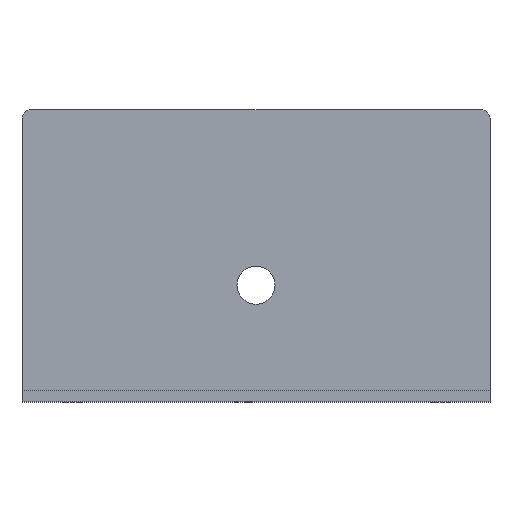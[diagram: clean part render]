
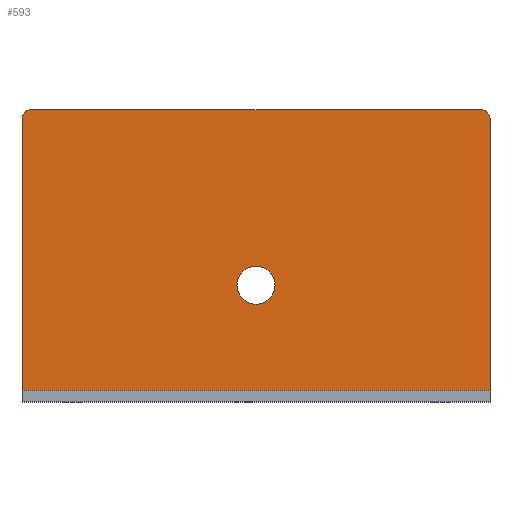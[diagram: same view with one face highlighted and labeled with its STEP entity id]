
A CAD part, top view. The second image highlights one B-rep face of the part: STEP entity #593.
In plain terms, the highlighted planar face has unit normal (0, 0, 1).
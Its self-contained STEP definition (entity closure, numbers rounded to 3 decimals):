
#32 = PLANE('',#33);
#33 = AXIS2_PLACEMENT_3D('',#34,#35,#36);
#34 = CARTESIAN_POINT('',(-40.,-25.,0.));
#35 = DIRECTION('',(1.,0.,0.));
#36 = DIRECTION('',(0.,0.,1.));
#57 = VERTEX_POINT('',#58);
#58 = CARTESIAN_POINT('',(-40.,23.5,2.));
#72 = CYLINDRICAL_SURFACE('',#73,1.5);
#73 = AXIS2_PLACEMENT_3D('',#74,#75,#76);
#74 = CARTESIAN_POINT('',(-38.5,23.5,0.));
#75 = DIRECTION('',(0.,0.,1.));
#76 = DIRECTION('',(-1.,-0.,0.));
#84 = EDGE_CURVE('',#85,#57,#87,.T.);
#85 = VERTEX_POINT('',#86);
#86 = CARTESIAN_POINT('',(-40.,-23.,2.));
#87 = SURFACE_CURVE('',#88,(#92,#99),.PCURVE_S1.);
#88 = LINE('',#89,#90);
#89 = CARTESIAN_POINT('',(-40.,-25.,2.));
#90 = VECTOR('',#91,1.);
#91 = DIRECTION('',(0.,1.,0.));
#92 = PCURVE('',#32,#93);
#93 = DEFINITIONAL_REPRESENTATION('',(#94),#98);
#94 = LINE('',#95,#96);
#95 = CARTESIAN_POINT('',(2.,0.));
#96 = VECTOR('',#97,1.);
#97 = DIRECTION('',(0.,-1.));
#98 = ( GEOMETRIC_REPRESENTATION_CONTEXT(2) 
PARAMETRIC_REPRESENTATION_CONTEXT() REPRESENTATION_CONTEXT('2D SPACE',''
  ) );
#99 = PCURVE('',#100,#105);
#100 = PLANE('',#101);
#101 = AXIS2_PLACEMENT_3D('',#102,#103,#104);
#102 = CARTESIAN_POINT('',(-40.,-25.,2.));
#103 = DIRECTION('',(0.,0.,1.));
#104 = DIRECTION('',(1.,0.,0.));
#105 = DEFINITIONAL_REPRESENTATION('',(#106),#110);
#106 = LINE('',#107,#108);
#107 = CARTESIAN_POINT('',(0.,0.));
#108 = VECTOR('',#109,1.);
#109 = DIRECTION('',(0.,1.));
#110 = ( GEOMETRIC_REPRESENTATION_CONTEXT(2) 
PARAMETRIC_REPRESENTATION_CONTEXT() REPRESENTATION_CONTEXT('2D SPACE',''
  ) );
#128 = PLANE('',#129);
#129 = AXIS2_PLACEMENT_3D('',#130,#131,#132);
#130 = CARTESIAN_POINT('',(-40.,-23.,42.));
#131 = DIRECTION('',(0.,1.,0.));
#132 = DIRECTION('',(1.,0.,0.));
#237 = PLANE('',#238);
#238 = AXIS2_PLACEMENT_3D('',#239,#240,#241);
#239 = CARTESIAN_POINT('',(40.,-25.,0.));
#240 = DIRECTION('',(1.,0.,0.));
#241 = DIRECTION('',(0.,0.,1.));
#270 = CYLINDRICAL_SURFACE('',#271,1.5);
#271 = AXIS2_PLACEMENT_3D('',#272,#273,#274);
#272 = CARTESIAN_POINT('',(38.5,23.5,0.));
#273 = DIRECTION('',(0.,0.,1.));
#274 = DIRECTION('',(0.,1.,0.));
#298 = PLANE('',#299);
#299 = AXIS2_PLACEMENT_3D('',#300,#301,#302);
#300 = CARTESIAN_POINT('',(-40.,25.,0.));
#301 = DIRECTION('',(0.,1.,0.));
#302 = DIRECTION('',(0.,0.,1.));
#355 = CYLINDRICAL_SURFACE('',#356,3.25);
#356 = AXIS2_PLACEMENT_3D('',#357,#358,#359);
#357 = CARTESIAN_POINT('',(0.,-5.,-38.));
#358 = DIRECTION('',(0.,0.,-1.));
#359 = DIRECTION('',(1.,0.,0.));
#372 = VERTEX_POINT('',#373);
#373 = CARTESIAN_POINT('',(-38.5,25.,2.));
#394 = EDGE_CURVE('',#57,#372,#395,.T.);
#395 = SURFACE_CURVE('',#396,(#401,#408),.PCURVE_S1.);
#396 = CIRCLE('',#397,1.5);
#397 = AXIS2_PLACEMENT_3D('',#398,#399,#400);
#398 = CARTESIAN_POINT('',(-38.5,23.5,2.));
#399 = DIRECTION('',(-0.,-0.,-1.));
#400 = DIRECTION('',(0.,-1.,0.));
#401 = PCURVE('',#72,#402);
#402 = DEFINITIONAL_REPRESENTATION('',(#403),#407);
#403 = LINE('',#404,#405);
#404 = CARTESIAN_POINT('',(1.571,2.));
#405 = VECTOR('',#406,1.);
#406 = DIRECTION('',(-1.,0.));
#407 = ( GEOMETRIC_REPRESENTATION_CONTEXT(2) 
PARAMETRIC_REPRESENTATION_CONTEXT() REPRESENTATION_CONTEXT('2D SPACE',''
  ) );
#408 = PCURVE('',#100,#409);
#409 = DEFINITIONAL_REPRESENTATION('',(#410),#418);
#410 = ( BOUNDED_CURVE() B_SPLINE_CURVE(2,(#411,#412,#413,#414,#415,#416
,#417),.UNSPECIFIED.,.T.,.F.) B_SPLINE_CURVE_WITH_KNOTS((1,2,2,2,2,1),(
    -2.094,0.,2.094,4.189,6.283,
8.378),.UNSPECIFIED.) CURVE() GEOMETRIC_REPRESENTATION_ITEM() 
RATIONAL_B_SPLINE_CURVE((1.,0.5,1.,0.5,1.,0.5,1.)) REPRESENTATION_ITEM(
  '') );
#411 = CARTESIAN_POINT('',(1.5,47.));
#412 = CARTESIAN_POINT('',(-1.098,47.));
#413 = CARTESIAN_POINT('',(0.201,49.25));
#414 = CARTESIAN_POINT('',(1.5,51.5));
#415 = CARTESIAN_POINT('',(2.799,49.25));
#416 = CARTESIAN_POINT('',(4.098,47.));
#417 = CARTESIAN_POINT('',(1.5,47.));
#418 = ( GEOMETRIC_REPRESENTATION_CONTEXT(2) 
PARAMETRIC_REPRESENTATION_CONTEXT() REPRESENTATION_CONTEXT('2D SPACE',''
  ) );
#593 = ADVANCED_FACE('',(#594,#693),#100,.T.);
#594 = FACE_BOUND('',#595,.T.);
#595 = EDGE_LOOP('',(#596,#597,#620,#643,#671,#692));
#596 = ORIENTED_EDGE('',*,*,#84,.F.);
#597 = ORIENTED_EDGE('',*,*,#598,.T.);
#598 = EDGE_CURVE('',#85,#599,#601,.T.);
#599 = VERTEX_POINT('',#600);
#600 = CARTESIAN_POINT('',(40.,-23.,2.));
#601 = SURFACE_CURVE('',#602,(#606,#613),.PCURVE_S1.);
#602 = LINE('',#603,#604);
#603 = CARTESIAN_POINT('',(-40.,-23.,2.));
#604 = VECTOR('',#605,1.);
#605 = DIRECTION('',(1.,0.,0.));
#606 = PCURVE('',#100,#607);
#607 = DEFINITIONAL_REPRESENTATION('',(#608),#612);
#608 = LINE('',#609,#610);
#609 = CARTESIAN_POINT('',(0.,2.));
#610 = VECTOR('',#611,1.);
#611 = DIRECTION('',(1.,0.));
#612 = ( GEOMETRIC_REPRESENTATION_CONTEXT(2) 
PARAMETRIC_REPRESENTATION_CONTEXT() REPRESENTATION_CONTEXT('2D SPACE',''
  ) );
#613 = PCURVE('',#128,#614);
#614 = DEFINITIONAL_REPRESENTATION('',(#615),#619);
#615 = LINE('',#616,#617);
#616 = CARTESIAN_POINT('',(0.,40.));
#617 = VECTOR('',#618,1.);
#618 = DIRECTION('',(1.,0.));
#619 = ( GEOMETRIC_REPRESENTATION_CONTEXT(2) 
PARAMETRIC_REPRESENTATION_CONTEXT() REPRESENTATION_CONTEXT('2D SPACE',''
  ) );
#620 = ORIENTED_EDGE('',*,*,#621,.T.);
#621 = EDGE_CURVE('',#599,#622,#624,.T.);
#622 = VERTEX_POINT('',#623);
#623 = CARTESIAN_POINT('',(40.,23.5,2.));
#624 = SURFACE_CURVE('',#625,(#629,#636),.PCURVE_S1.);
#625 = LINE('',#626,#627);
#626 = CARTESIAN_POINT('',(40.,-25.,2.));
#627 = VECTOR('',#628,1.);
#628 = DIRECTION('',(0.,1.,0.));
#629 = PCURVE('',#100,#630);
#630 = DEFINITIONAL_REPRESENTATION('',(#631),#635);
#631 = LINE('',#632,#633);
#632 = CARTESIAN_POINT('',(80.,0.));
#633 = VECTOR('',#634,1.);
#634 = DIRECTION('',(0.,1.));
#635 = ( GEOMETRIC_REPRESENTATION_CONTEXT(2) 
PARAMETRIC_REPRESENTATION_CONTEXT() REPRESENTATION_CONTEXT('2D SPACE',''
  ) );
#636 = PCURVE('',#237,#637);
#637 = DEFINITIONAL_REPRESENTATION('',(#638),#642);
#638 = LINE('',#639,#640);
#639 = CARTESIAN_POINT('',(2.,0.));
#640 = VECTOR('',#641,1.);
#641 = DIRECTION('',(0.,-1.));
#642 = ( GEOMETRIC_REPRESENTATION_CONTEXT(2) 
PARAMETRIC_REPRESENTATION_CONTEXT() REPRESENTATION_CONTEXT('2D SPACE',''
  ) );
#643 = ORIENTED_EDGE('',*,*,#644,.F.);
#644 = EDGE_CURVE('',#645,#622,#647,.T.);
#645 = VERTEX_POINT('',#646);
#646 = CARTESIAN_POINT('',(38.5,25.,2.));
#647 = SURFACE_CURVE('',#648,(#653,#664),.PCURVE_S1.);
#648 = CIRCLE('',#649,1.5);
#649 = AXIS2_PLACEMENT_3D('',#650,#651,#652);
#650 = CARTESIAN_POINT('',(38.5,23.5,2.));
#651 = DIRECTION('',(-0.,-0.,-1.));
#652 = DIRECTION('',(0.,-1.,0.));
#653 = PCURVE('',#100,#654);
#654 = DEFINITIONAL_REPRESENTATION('',(#655),#663);
#655 = ( BOUNDED_CURVE() B_SPLINE_CURVE(2,(#656,#657,#658,#659,#660,#661
,#662),.UNSPECIFIED.,.T.,.F.) B_SPLINE_CURVE_WITH_KNOTS((1,2,2,2,2,1),(
    -2.094,0.,2.094,4.189,6.283,
8.378),.UNSPECIFIED.) CURVE() GEOMETRIC_REPRESENTATION_ITEM() 
RATIONAL_B_SPLINE_CURVE((1.,0.5,1.,0.5,1.,0.5,1.)) REPRESENTATION_ITEM(
  '') );
#656 = CARTESIAN_POINT('',(78.5,47.));
#657 = CARTESIAN_POINT('',(75.902,47.));
#658 = CARTESIAN_POINT('',(77.201,49.25));
#659 = CARTESIAN_POINT('',(78.5,51.5));
#660 = CARTESIAN_POINT('',(79.799,49.25));
#661 = CARTESIAN_POINT('',(81.098,47.));
#662 = CARTESIAN_POINT('',(78.5,47.));
#663 = ( GEOMETRIC_REPRESENTATION_CONTEXT(2) 
PARAMETRIC_REPRESENTATION_CONTEXT() REPRESENTATION_CONTEXT('2D SPACE',''
  ) );
#664 = PCURVE('',#270,#665);
#665 = DEFINITIONAL_REPRESENTATION('',(#666),#670);
#666 = LINE('',#667,#668);
#667 = CARTESIAN_POINT('',(3.142,2.));
#668 = VECTOR('',#669,1.);
#669 = DIRECTION('',(-1.,0.));
#670 = ( GEOMETRIC_REPRESENTATION_CONTEXT(2) 
PARAMETRIC_REPRESENTATION_CONTEXT() REPRESENTATION_CONTEXT('2D SPACE',''
  ) );
#671 = ORIENTED_EDGE('',*,*,#672,.F.);
#672 = EDGE_CURVE('',#372,#645,#673,.T.);
#673 = SURFACE_CURVE('',#674,(#678,#685),.PCURVE_S1.);
#674 = LINE('',#675,#676);
#675 = CARTESIAN_POINT('',(-40.,25.,2.));
#676 = VECTOR('',#677,1.);
#677 = DIRECTION('',(1.,0.,0.));
#678 = PCURVE('',#100,#679);
#679 = DEFINITIONAL_REPRESENTATION('',(#680),#684);
#680 = LINE('',#681,#682);
#681 = CARTESIAN_POINT('',(0.,50.));
#682 = VECTOR('',#683,1.);
#683 = DIRECTION('',(1.,0.));
#684 = ( GEOMETRIC_REPRESENTATION_CONTEXT(2) 
PARAMETRIC_REPRESENTATION_CONTEXT() REPRESENTATION_CONTEXT('2D SPACE',''
  ) );
#685 = PCURVE('',#298,#686);
#686 = DEFINITIONAL_REPRESENTATION('',(#687),#691);
#687 = LINE('',#688,#689);
#688 = CARTESIAN_POINT('',(2.,0.));
#689 = VECTOR('',#690,1.);
#690 = DIRECTION('',(0.,1.));
#691 = ( GEOMETRIC_REPRESENTATION_CONTEXT(2) 
PARAMETRIC_REPRESENTATION_CONTEXT() REPRESENTATION_CONTEXT('2D SPACE',''
  ) );
#692 = ORIENTED_EDGE('',*,*,#394,.F.);
#693 = FACE_BOUND('',#694,.T.);
#694 = EDGE_LOOP('',(#695));
#695 = ORIENTED_EDGE('',*,*,#696,.T.);
#696 = EDGE_CURVE('',#697,#697,#699,.T.);
#697 = VERTEX_POINT('',#698);
#698 = CARTESIAN_POINT('',(3.25,-5.,2.));
#699 = SURFACE_CURVE('',#700,(#705,#716),.PCURVE_S1.);
#700 = CIRCLE('',#701,3.25);
#701 = AXIS2_PLACEMENT_3D('',#702,#703,#704);
#702 = CARTESIAN_POINT('',(0.,-5.,2.));
#703 = DIRECTION('',(0.,0.,-1.));
#704 = DIRECTION('',(1.,0.,0.));
#705 = PCURVE('',#100,#706);
#706 = DEFINITIONAL_REPRESENTATION('',(#707),#715);
#707 = ( BOUNDED_CURVE() B_SPLINE_CURVE(2,(#708,#709,#710,#711,#712,#713
,#714),.UNSPECIFIED.,.T.,.F.) B_SPLINE_CURVE_WITH_KNOTS((1,2,2,2,2,1),(
    -2.094,0.,2.094,4.189,6.283,
8.378),.UNSPECIFIED.) CURVE() GEOMETRIC_REPRESENTATION_ITEM() 
RATIONAL_B_SPLINE_CURVE((1.,0.5,1.,0.5,1.,0.5,1.)) REPRESENTATION_ITEM(
  '') );
#708 = CARTESIAN_POINT('',(43.25,20.));
#709 = CARTESIAN_POINT('',(43.25,14.371));
#710 = CARTESIAN_POINT('',(38.375,17.185));
#711 = CARTESIAN_POINT('',(33.5,20.));
#712 = CARTESIAN_POINT('',(38.375,22.815));
#713 = CARTESIAN_POINT('',(43.25,25.629));
#714 = CARTESIAN_POINT('',(43.25,20.));
#715 = ( GEOMETRIC_REPRESENTATION_CONTEXT(2) 
PARAMETRIC_REPRESENTATION_CONTEXT() REPRESENTATION_CONTEXT('2D SPACE',''
  ) );
#716 = PCURVE('',#355,#717);
#717 = DEFINITIONAL_REPRESENTATION('',(#718),#722);
#718 = LINE('',#719,#720);
#719 = CARTESIAN_POINT('',(-6.283,-40.));
#720 = VECTOR('',#721,1.);
#721 = DIRECTION('',(1.,-0.));
#722 = ( GEOMETRIC_REPRESENTATION_CONTEXT(2) 
PARAMETRIC_REPRESENTATION_CONTEXT() REPRESENTATION_CONTEXT('2D SPACE',''
  ) );
